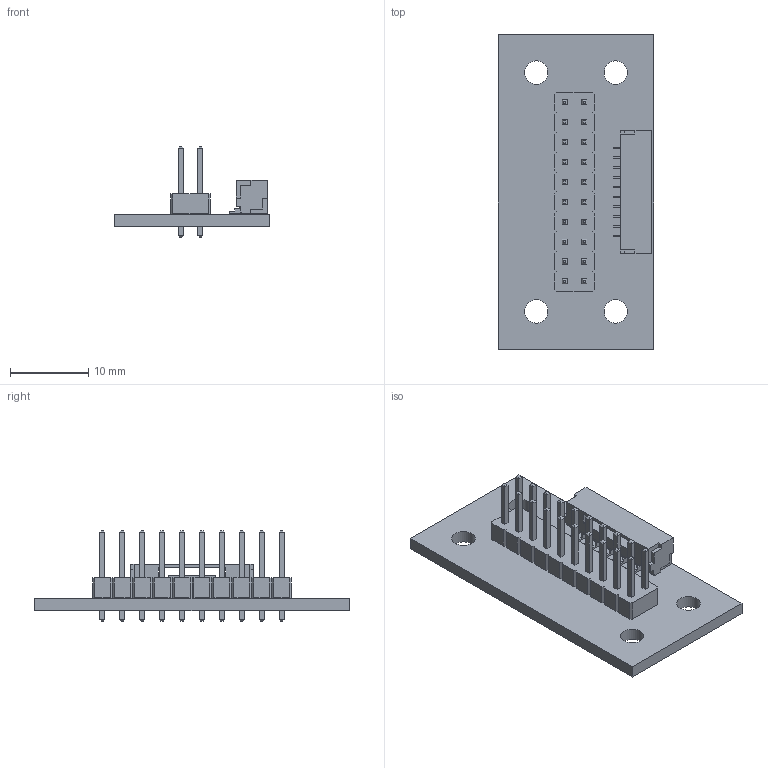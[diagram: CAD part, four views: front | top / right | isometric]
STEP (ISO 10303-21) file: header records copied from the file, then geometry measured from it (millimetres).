
FILE_DESCRIPTION(('KiCad electronic assembly'),'2;1');
FILE_NAME('GHxPIN01.step','2024-11-07T23:08:11',('Pcbnew'),('Kicad'), 'Open CASCADE STEP processor 7.6','KiCad to STEP converter','Unknown' );
FILE_SCHEMA(('AUTOMOTIVE_DESIGN { 1 0 10303 214 1 1 1 1 }'));
Length unit declared in the file: millimetre
Products named in the file (6): GHxPIN01 1; PinHeader_2x10_P2.54mm_Vertical; PinHeader_2x10_P254mm_Vertical; JST_GH_SM10B-GHS-TB_1x10-1MP_P1.25mm_Horizontal; JST_SM10B_GHS_TB; kibot_y1ze3bpr_PCB
Assembly tree (5 placements, depth 3):
  GHxPIN01 1
    PinHeader_2x10_P2.54mm_Vertical
      PinHeader_2x10_P254mm_Vertical
    JST_GH_SM10B-GHS-TB_1x10-1MP_P1.25mm_Horizontal
      JST_SM10B_GHS_TB
    kibot_y1ze3bpr_PCB
Bounding box: 19.81 x 40.13 x 11.54 mm (x, y, z)
Volume: 1757.4 mm3; surface area: 3252.6 mm2
Topology: 3 solids, 3 shells, 853 faces, 2193 edges, 1402 vertices
Faces by surface type: plane 829, cylinder 24
Full cylindrical faces by diameter (mm): 1 x20, 3 x4
Entity records: 31127 total; most frequent: CARTESIAN_POINT 4454, ORIENTED_EDGE 4386, DIRECTION 3959, EDGE_CURVE 2193, LINE 2145, VECTOR 2145, VERTEX_POINT 1402, FACE_BOUND 959
